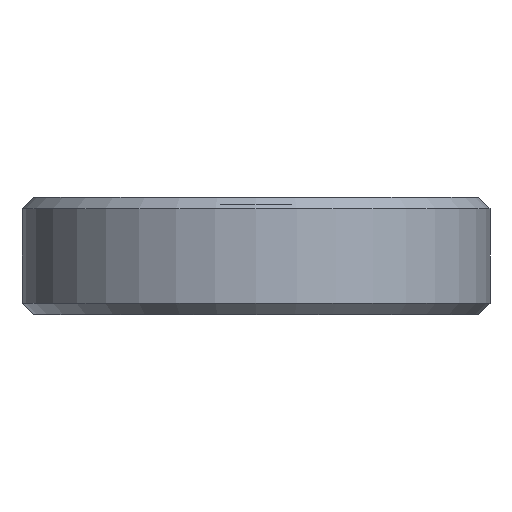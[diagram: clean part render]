
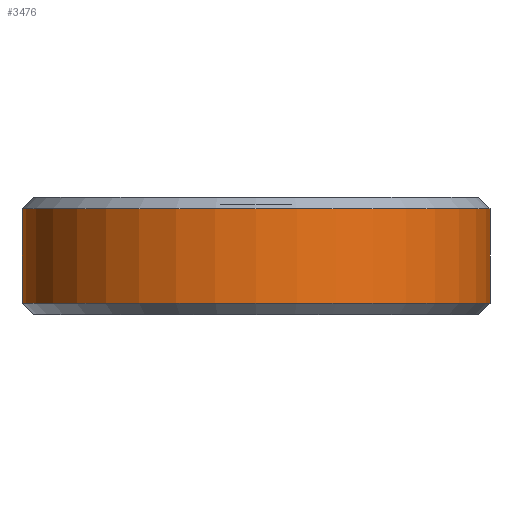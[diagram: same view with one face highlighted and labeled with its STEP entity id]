
A CAD part, left-side view. The second image highlights one B-rep face of the part: STEP entity #3476.
In plain terms, the highlighted cylindrical face has radius 6.25 mm (diameter 12.5 mm), a partial arc.
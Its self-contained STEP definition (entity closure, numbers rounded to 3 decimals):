
#382 = CONICAL_SURFACE('',#383,6.25,0.785);
#383 = AXIS2_PLACEMENT_3D('',#384,#385,#386);
#384 = CARTESIAN_POINT('',(0.,0.,0.3));
#385 = DIRECTION('',(0.,0.,1.));
#386 = DIRECTION('',(0.,1.,0.));
#1821 = VERTEX_POINT('',#1822);
#1822 = CARTESIAN_POINT('',(0.,-6.25,0.3));
#1857 = PLANE('',#1858);
#1858 = AXIS2_PLACEMENT_3D('',#1859,#1860,#1861);
#1859 = CARTESIAN_POINT('',(237.5,-6.25,0.));
#1860 = DIRECTION('',(0.,-1.,0.));
#1861 = DIRECTION('',(-1.,0.,0.));
#1875 = VERTEX_POINT('',#1876);
#1876 = CARTESIAN_POINT('',(0.,6.25,0.3));
#1896 = EDGE_CURVE('',#1875,#1821,#1897,.T.);
#1897 = SURFACE_CURVE('',#1898,(#1903,#1910),.PCURVE_S1.);
#1898 = CIRCLE('',#1899,6.25);
#1899 = AXIS2_PLACEMENT_3D('',#1900,#1901,#1902);
#1900 = CARTESIAN_POINT('',(0.,0.,0.3));
#1901 = DIRECTION('',(0.,-0.,1.));
#1902 = DIRECTION('',(0.,1.,0.));
#1903 = PCURVE('',#382,#1904);
#1904 = DEFINITIONAL_REPRESENTATION('',(#1905),#1909);
#1905 = LINE('',#1906,#1907);
#1906 = CARTESIAN_POINT('',(0.,-0.));
#1907 = VECTOR('',#1908,1.);
#1908 = DIRECTION('',(1.,-0.));
#1909 = ( GEOMETRIC_REPRESENTATION_CONTEXT(2) 
PARAMETRIC_REPRESENTATION_CONTEXT() REPRESENTATION_CONTEXT('2D SPACE',''
  ) );
#1910 = PCURVE('',#1911,#1916);
#1911 = CYLINDRICAL_SURFACE('',#1912,6.25);
#1912 = AXIS2_PLACEMENT_3D('',#1913,#1914,#1915);
#1913 = CARTESIAN_POINT('',(0.,0.,0.));
#1914 = DIRECTION('',(-0.,-0.,-1.));
#1915 = DIRECTION('',(1.,0.,0.));
#1916 = DEFINITIONAL_REPRESENTATION('',(#1917),#1921);
#1917 = LINE('',#1918,#1919);
#1918 = CARTESIAN_POINT('',(-1.571,-0.3));
#1919 = VECTOR('',#1920,1.);
#1920 = DIRECTION('',(-1.,0.));
#1921 = ( GEOMETRIC_REPRESENTATION_CONTEXT(2) 
PARAMETRIC_REPRESENTATION_CONTEXT() REPRESENTATION_CONTEXT('2D SPACE',''
  ) );
#1943 = PLANE('',#1944);
#1944 = AXIS2_PLACEMENT_3D('',#1945,#1946,#1947);
#1945 = CARTESIAN_POINT('',(237.5,6.25,0.));
#1946 = DIRECTION('',(0.,-1.,0.));
#1947 = DIRECTION('',(-1.,0.,0.));
#3428 = VERTEX_POINT('',#3429);
#3429 = CARTESIAN_POINT('',(0.,-6.25,2.825));
#3455 = EDGE_CURVE('',#1821,#3428,#3456,.T.);
#3456 = SURFACE_CURVE('',#3457,(#3461,#3468),.PCURVE_S1.);
#3457 = LINE('',#3458,#3459);
#3458 = CARTESIAN_POINT('',(0.,-6.25,0.));
#3459 = VECTOR('',#3460,1.);
#3460 = DIRECTION('',(0.,0.,1.));
#3461 = PCURVE('',#1857,#3462);
#3462 = DEFINITIONAL_REPRESENTATION('',(#3463),#3467);
#3463 = LINE('',#3464,#3465);
#3464 = CARTESIAN_POINT('',(237.5,0.));
#3465 = VECTOR('',#3466,1.);
#3466 = DIRECTION('',(0.,-1.));
#3467 = ( GEOMETRIC_REPRESENTATION_CONTEXT(2) 
PARAMETRIC_REPRESENTATION_CONTEXT() REPRESENTATION_CONTEXT('2D SPACE',''
  ) );
#3468 = PCURVE('',#1911,#3469);
#3469 = DEFINITIONAL_REPRESENTATION('',(#3470),#3474);
#3470 = LINE('',#3471,#3472);
#3471 = CARTESIAN_POINT('',(-4.712,0.));
#3472 = VECTOR('',#3473,1.);
#3473 = DIRECTION('',(-0.,-1.));
#3474 = ( GEOMETRIC_REPRESENTATION_CONTEXT(2) 
PARAMETRIC_REPRESENTATION_CONTEXT() REPRESENTATION_CONTEXT('2D SPACE',''
  ) );
#3476 = ADVANCED_FACE('',(#3477),#1911,.T.);
#3477 = FACE_BOUND('',#3478,.F.);
#3478 = EDGE_LOOP('',(#3479,#3502,#3529,#3530));
#3479 = ORIENTED_EDGE('',*,*,#3480,.T.);
#3480 = EDGE_CURVE('',#1875,#3481,#3483,.T.);
#3481 = VERTEX_POINT('',#3482);
#3482 = CARTESIAN_POINT('',(0.,6.25,2.825));
#3483 = SURFACE_CURVE('',#3484,(#3488,#3495),.PCURVE_S1.);
#3484 = LINE('',#3485,#3486);
#3485 = CARTESIAN_POINT('',(0.,6.25,0.));
#3486 = VECTOR('',#3487,1.);
#3487 = DIRECTION('',(0.,0.,1.));
#3488 = PCURVE('',#1911,#3489);
#3489 = DEFINITIONAL_REPRESENTATION('',(#3490),#3494);
#3490 = LINE('',#3491,#3492);
#3491 = CARTESIAN_POINT('',(-1.571,0.));
#3492 = VECTOR('',#3493,1.);
#3493 = DIRECTION('',(-0.,-1.));
#3494 = ( GEOMETRIC_REPRESENTATION_CONTEXT(2) 
PARAMETRIC_REPRESENTATION_CONTEXT() REPRESENTATION_CONTEXT('2D SPACE',''
  ) );
#3495 = PCURVE('',#1943,#3496);
#3496 = DEFINITIONAL_REPRESENTATION('',(#3497),#3501);
#3497 = LINE('',#3498,#3499);
#3498 = CARTESIAN_POINT('',(237.5,0.));
#3499 = VECTOR('',#3500,1.);
#3500 = DIRECTION('',(0.,-1.));
#3501 = ( GEOMETRIC_REPRESENTATION_CONTEXT(2) 
PARAMETRIC_REPRESENTATION_CONTEXT() REPRESENTATION_CONTEXT('2D SPACE',''
  ) );
#3502 = ORIENTED_EDGE('',*,*,#3503,.T.);
#3503 = EDGE_CURVE('',#3481,#3428,#3504,.T.);
#3504 = SURFACE_CURVE('',#3505,(#3510,#3517),.PCURVE_S1.);
#3505 = CIRCLE('',#3506,6.25);
#3506 = AXIS2_PLACEMENT_3D('',#3507,#3508,#3509);
#3507 = CARTESIAN_POINT('',(0.,0.,2.825));
#3508 = DIRECTION('',(0.,-0.,1.));
#3509 = DIRECTION('',(0.,1.,0.));
#3510 = PCURVE('',#1911,#3511);
#3511 = DEFINITIONAL_REPRESENTATION('',(#3512),#3516);
#3512 = LINE('',#3513,#3514);
#3513 = CARTESIAN_POINT('',(-1.571,-2.825));
#3514 = VECTOR('',#3515,1.);
#3515 = DIRECTION('',(-1.,0.));
#3516 = ( GEOMETRIC_REPRESENTATION_CONTEXT(2) 
PARAMETRIC_REPRESENTATION_CONTEXT() REPRESENTATION_CONTEXT('2D SPACE',''
  ) );
#3517 = PCURVE('',#3518,#3523);
#3518 = CONICAL_SURFACE('',#3519,6.25,0.785);
#3519 = AXIS2_PLACEMENT_3D('',#3520,#3521,#3522);
#3520 = CARTESIAN_POINT('',(0.,0.,2.825));
#3521 = DIRECTION('',(-0.,-0.,-1.));
#3522 = DIRECTION('',(0.,1.,0.));
#3523 = DEFINITIONAL_REPRESENTATION('',(#3524),#3528);
#3524 = LINE('',#3525,#3526);
#3525 = CARTESIAN_POINT('',(-0.,-0.));
#3526 = VECTOR('',#3527,1.);
#3527 = DIRECTION('',(-1.,-0.));
#3528 = ( GEOMETRIC_REPRESENTATION_CONTEXT(2) 
PARAMETRIC_REPRESENTATION_CONTEXT() REPRESENTATION_CONTEXT('2D SPACE',''
  ) );
#3529 = ORIENTED_EDGE('',*,*,#3455,.F.);
#3530 = ORIENTED_EDGE('',*,*,#1896,.F.);
